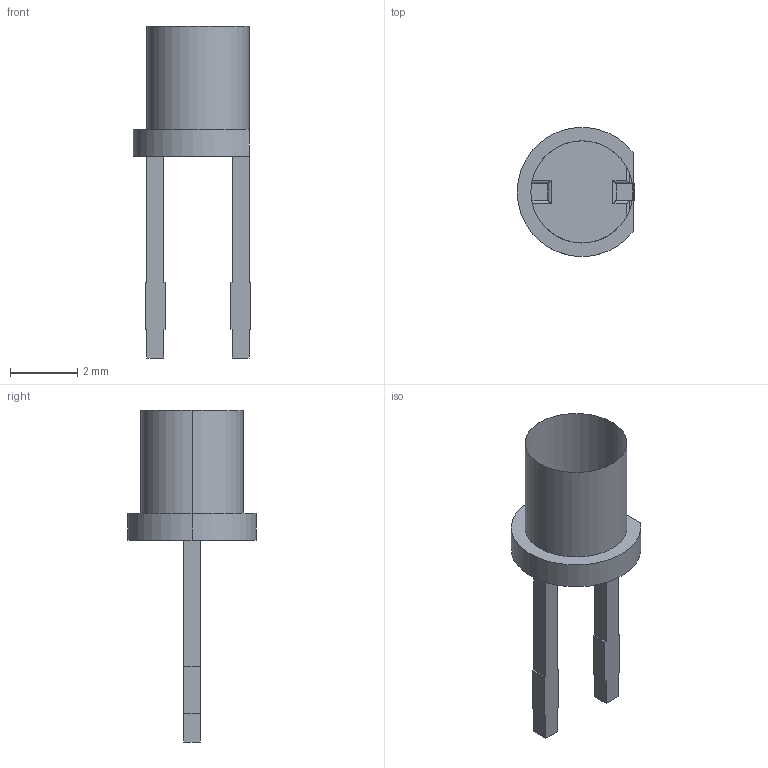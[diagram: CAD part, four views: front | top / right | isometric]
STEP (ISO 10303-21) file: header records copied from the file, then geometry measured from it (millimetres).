
FILE_DESCRIPTION (( 'STEP AP214' ), '1' );
FILE_NAME ('User Library-LED 3mm Green 6mm Leads.STEP', '2023-09-02T00:43:29', ( '' ), ( '' ), 'SwSTEP 2.0', 'SolidWorks 2022', '' );
FILE_SCHEMA (( 'AUTOMOTIVE_DESIGN' ));
Length unit declared in the file: millimetre
Products named in the file (4): LEDBody; Lead1Body; Lead2Body; User Library-LED 3mm Green 6mm Leads
Assembly tree (3 placements, depth 2):
  User Library-LED 3mm Green 6mm Leads
    LEDBody
    Lead1Body
    Lead2Body
Bounding box: 3.5 x 3.84 x 9.88 mm (x, y, z)
Volume: 3.1 mm3; surface area: 80.2 mm2
Topology: 2 solids, 3 shells, 59 faces, 143 edges, 91 vertices
Faces by surface type: plane 42, cylinder 15, bspline 2
Entity records: 2604 total; most frequent: CARTESIAN_POINT 441, ORIENTED_EDGE 284, DIRECTION 270, EDGE_CURVE 142, LINE 116, VECTOR 116, VERTEX_POINT 91, AXIS2_PLACEMENT_3D 77
